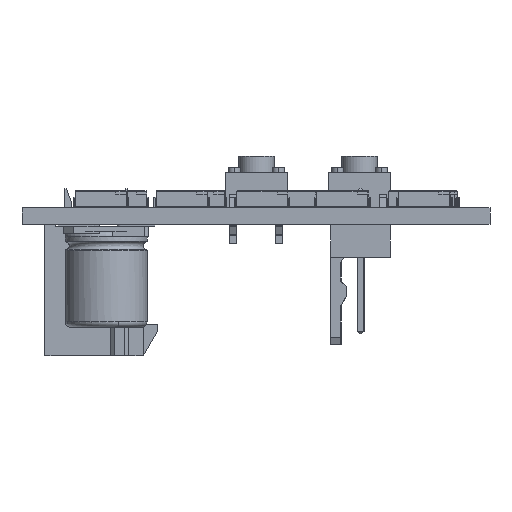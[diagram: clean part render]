
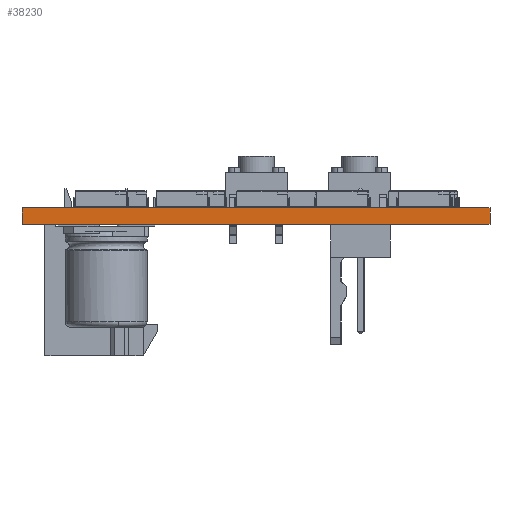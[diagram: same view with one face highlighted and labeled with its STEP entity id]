
A CAD part, front view. The second image highlights one B-rep face of the part: STEP entity #38230.
In plain terms, the highlighted planar face has unit normal (0, -1, 0).
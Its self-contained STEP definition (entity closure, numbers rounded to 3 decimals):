
#38230 = ADVANCED_FACE('',(#38231),#38245,.F.);
#38231 = FACE_BOUND('',#38232,.F.);
#38232 = EDGE_LOOP('',(#38233,#38268,#38296,#38324));
#38233 = ORIENTED_EDGE('',*,*,#38234,.T.);
#38234 = EDGE_CURVE('',#38235,#38237,#38239,.T.);
#38235 = VERTEX_POINT('',#38236);
#38236 = CARTESIAN_POINT('',(53.556,-45.822,0.));
#38237 = VERTEX_POINT('',#38238);
#38238 = CARTESIAN_POINT('',(53.556,-45.822,1.6));
#38239 = SURFACE_CURVE('',#38240,(#38244,#38256),.PCURVE_S1.);
#38240 = LINE('',#38241,#38242);
#38241 = CARTESIAN_POINT('',(53.556,-45.822,0.));
#38242 = VECTOR('',#38243,1.);
#38243 = DIRECTION('',(0.,0.,1.));
#38244 = PCURVE('',#38245,#38250);
#38245 = PLANE('',#38246);
#38246 = AXIS2_PLACEMENT_3D('',#38247,#38248,#38249);
#38247 = CARTESIAN_POINT('',(53.556,-45.822,0.));
#38248 = DIRECTION('',(0.,1.,0.));
#38249 = DIRECTION('',(1.,0.,0.));
#38250 = DEFINITIONAL_REPRESENTATION('',(#38251),#38255);
#38251 = LINE('',#38252,#38253);
#38252 = CARTESIAN_POINT('',(0.,0.));
#38253 = VECTOR('',#38254,1.);
#38254 = DIRECTION('',(0.,-1.));
#38255 = ( GEOMETRIC_REPRESENTATION_CONTEXT(2) 
PARAMETRIC_REPRESENTATION_CONTEXT() REPRESENTATION_CONTEXT('2D SPACE',''
  ) );
#38256 = PCURVE('',#38257,#38262);
#38257 = PLANE('',#38258);
#38258 = AXIS2_PLACEMENT_3D('',#38259,#38260,#38261);
#38259 = CARTESIAN_POINT('',(53.556,20.536,0.));
#38260 = DIRECTION('',(1.,0.,-0.));
#38261 = DIRECTION('',(0.,-1.,0.));
#38262 = DEFINITIONAL_REPRESENTATION('',(#38263),#38267);
#38263 = LINE('',#38264,#38265);
#38264 = CARTESIAN_POINT('',(66.358,0.));
#38265 = VECTOR('',#38266,1.);
#38266 = DIRECTION('',(0.,-1.));
#38267 = ( GEOMETRIC_REPRESENTATION_CONTEXT(2) 
PARAMETRIC_REPRESENTATION_CONTEXT() REPRESENTATION_CONTEXT('2D SPACE',''
  ) );
#38268 = ORIENTED_EDGE('',*,*,#38269,.T.);
#38269 = EDGE_CURVE('',#38237,#38270,#38272,.T.);
#38270 = VERTEX_POINT('',#38271);
#38271 = CARTESIAN_POINT('',(99.276,-45.822,1.6));
#38272 = SURFACE_CURVE('',#38273,(#38277,#38284),.PCURVE_S1.);
#38273 = LINE('',#38274,#38275);
#38274 = CARTESIAN_POINT('',(53.556,-45.822,1.6));
#38275 = VECTOR('',#38276,1.);
#38276 = DIRECTION('',(1.,0.,0.));
#38277 = PCURVE('',#38245,#38278);
#38278 = DEFINITIONAL_REPRESENTATION('',(#38279),#38283);
#38279 = LINE('',#38280,#38281);
#38280 = CARTESIAN_POINT('',(0.,-1.6));
#38281 = VECTOR('',#38282,1.);
#38282 = DIRECTION('',(1.,0.));
#38283 = ( GEOMETRIC_REPRESENTATION_CONTEXT(2) 
PARAMETRIC_REPRESENTATION_CONTEXT() REPRESENTATION_CONTEXT('2D SPACE',''
  ) );
#38284 = PCURVE('',#38285,#38290);
#38285 = PLANE('',#38286);
#38286 = AXIS2_PLACEMENT_3D('',#38287,#38288,#38289);
#38287 = CARTESIAN_POINT('',(79.687,10.224,1.6));
#38288 = DIRECTION('',(0.,0.,1.));
#38289 = DIRECTION('',(1.,0.,-0.));
#38290 = DEFINITIONAL_REPRESENTATION('',(#38291),#38295);
#38291 = LINE('',#38292,#38293);
#38292 = CARTESIAN_POINT('',(-26.131,-56.046));
#38293 = VECTOR('',#38294,1.);
#38294 = DIRECTION('',(1.,0.));
#38295 = ( GEOMETRIC_REPRESENTATION_CONTEXT(2) 
PARAMETRIC_REPRESENTATION_CONTEXT() REPRESENTATION_CONTEXT('2D SPACE',''
  ) );
#38296 = ORIENTED_EDGE('',*,*,#38297,.F.);
#38297 = EDGE_CURVE('',#38298,#38270,#38300,.T.);
#38298 = VERTEX_POINT('',#38299);
#38299 = CARTESIAN_POINT('',(99.276,-45.822,0.));
#38300 = SURFACE_CURVE('',#38301,(#38305,#38312),.PCURVE_S1.);
#38301 = LINE('',#38302,#38303);
#38302 = CARTESIAN_POINT('',(99.276,-45.822,0.));
#38303 = VECTOR('',#38304,1.);
#38304 = DIRECTION('',(0.,0.,1.));
#38305 = PCURVE('',#38245,#38306);
#38306 = DEFINITIONAL_REPRESENTATION('',(#38307),#38311);
#38307 = LINE('',#38308,#38309);
#38308 = CARTESIAN_POINT('',(45.72,0.));
#38309 = VECTOR('',#38310,1.);
#38310 = DIRECTION('',(0.,-1.));
#38311 = ( GEOMETRIC_REPRESENTATION_CONTEXT(2) 
PARAMETRIC_REPRESENTATION_CONTEXT() REPRESENTATION_CONTEXT('2D SPACE',''
  ) );
#38312 = PCURVE('',#38313,#38318);
#38313 = PLANE('',#38314);
#38314 = AXIS2_PLACEMENT_3D('',#38315,#38316,#38317);
#38315 = CARTESIAN_POINT('',(99.276,-45.822,0.));
#38316 = DIRECTION('',(-1.,0.,0.));
#38317 = DIRECTION('',(0.,1.,0.));
#38318 = DEFINITIONAL_REPRESENTATION('',(#38319),#38323);
#38319 = LINE('',#38320,#38321);
#38320 = CARTESIAN_POINT('',(0.,0.));
#38321 = VECTOR('',#38322,1.);
#38322 = DIRECTION('',(0.,-1.));
#38323 = ( GEOMETRIC_REPRESENTATION_CONTEXT(2) 
PARAMETRIC_REPRESENTATION_CONTEXT() REPRESENTATION_CONTEXT('2D SPACE',''
  ) );
#38324 = ORIENTED_EDGE('',*,*,#38325,.F.);
#38325 = EDGE_CURVE('',#38235,#38298,#38326,.T.);
#38326 = SURFACE_CURVE('',#38327,(#38331,#38338),.PCURVE_S1.);
#38327 = LINE('',#38328,#38329);
#38328 = CARTESIAN_POINT('',(53.556,-45.822,0.));
#38329 = VECTOR('',#38330,1.);
#38330 = DIRECTION('',(1.,0.,0.));
#38331 = PCURVE('',#38245,#38332);
#38332 = DEFINITIONAL_REPRESENTATION('',(#38333),#38337);
#38333 = LINE('',#38334,#38335);
#38334 = CARTESIAN_POINT('',(0.,0.));
#38335 = VECTOR('',#38336,1.);
#38336 = DIRECTION('',(1.,0.));
#38337 = ( GEOMETRIC_REPRESENTATION_CONTEXT(2) 
PARAMETRIC_REPRESENTATION_CONTEXT() REPRESENTATION_CONTEXT('2D SPACE',''
  ) );
#38338 = PCURVE('',#38339,#38344);
#38339 = PLANE('',#38340);
#38340 = AXIS2_PLACEMENT_3D('',#38341,#38342,#38343);
#38341 = CARTESIAN_POINT('',(79.687,10.224,0.));
#38342 = DIRECTION('',(0.,0.,1.));
#38343 = DIRECTION('',(1.,0.,-0.));
#38344 = DEFINITIONAL_REPRESENTATION('',(#38345),#38349);
#38345 = LINE('',#38346,#38347);
#38346 = CARTESIAN_POINT('',(-26.131,-56.046));
#38347 = VECTOR('',#38348,1.);
#38348 = DIRECTION('',(1.,0.));
#38349 = ( GEOMETRIC_REPRESENTATION_CONTEXT(2) 
PARAMETRIC_REPRESENTATION_CONTEXT() REPRESENTATION_CONTEXT('2D SPACE',''
  ) );
